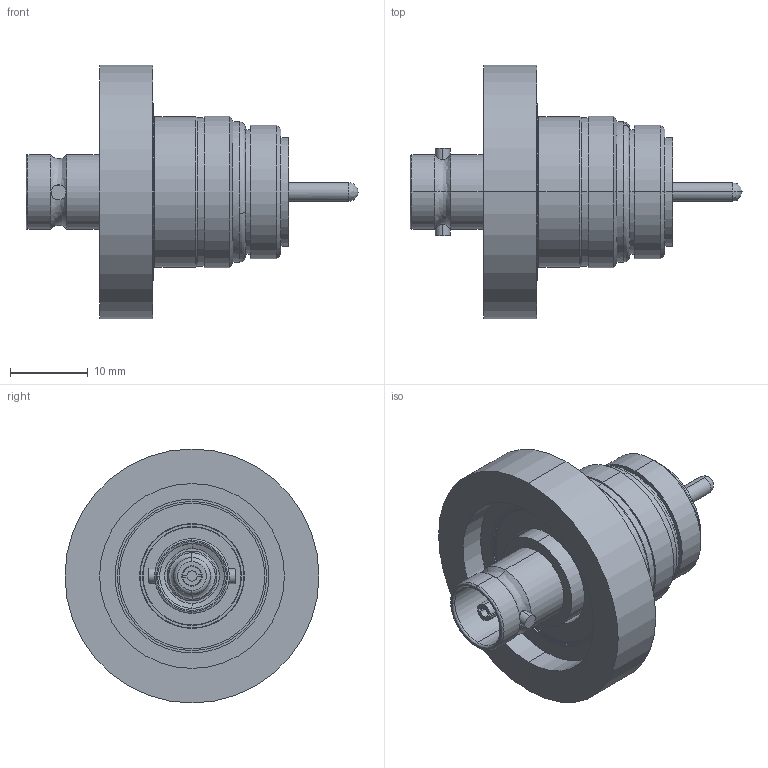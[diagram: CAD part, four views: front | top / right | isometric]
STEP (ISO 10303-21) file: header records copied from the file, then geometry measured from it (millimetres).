
FILE_DESCRIPTION (( 'STEP AP203' ), '1' );
FILE_NAME ('A0329-1-W.STEP', '2013-08-29T11:52:22', ( '' ), ( '' ), 'SwSTEP 2.0', 'SolidWorks 2012', '' );
FILE_SCHEMA (( 'CONFIG_CONTROL_DESIGN' ));
Length unit declared in the file: inch
Products named in the file (1): A0329-1-W
Bounding box: 42.67 x 32.64 x 32.64 mm (x, y, z)
Volume: 7457.1 mm3; surface area: 8557.5 mm2
Topology: 1 solids, 4 shells, 186 faces, 405 edges, 255 vertices
Faces by surface type: cylinder 95, plane 43, cone 26, bspline 22
Entity records: 5662 total; most frequent: CARTESIAN_POINT 1399, DIRECTION 969, ORIENTED_EDGE 806, AXIS2_PLACEMENT_3D 417, EDGE_CURVE 403, VERTEX_POINT 255, CIRCLE 252, EDGE_LOOP 222
